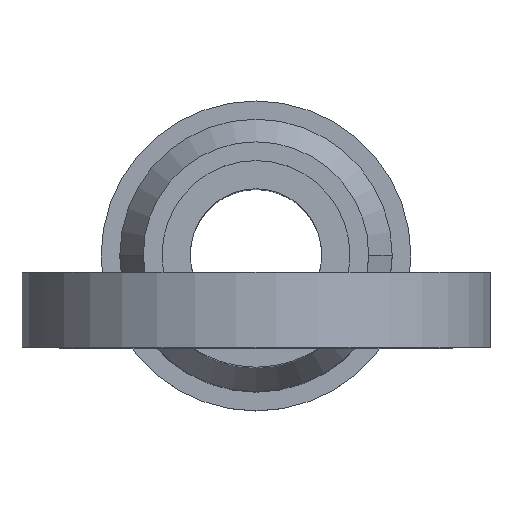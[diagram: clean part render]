
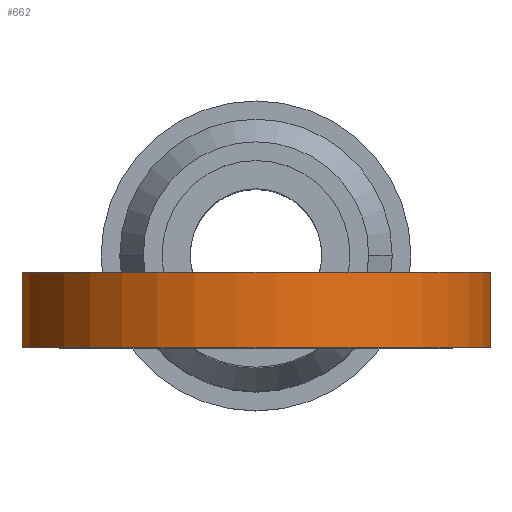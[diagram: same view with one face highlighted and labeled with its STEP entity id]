
A CAD part, top view. The second image highlights one B-rep face of the part: STEP entity #662.
In plain terms, the highlighted cylindrical face has radius 3.175 mm (diameter 6.35 mm), a partial arc.
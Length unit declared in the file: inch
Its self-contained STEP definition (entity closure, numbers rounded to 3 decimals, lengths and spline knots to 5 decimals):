
#21 = DIRECTION ( 'NONE',  ( 0., 0., 1. ) ) ;
#132 = CARTESIAN_POINT ( 'NONE',  ( 0.1135, 0.04, 0.16763 ) ) ;
#138 = LINE ( 'NONE', #1561, #767 ) ;
#171 = ORIENTED_EDGE ( 'NONE', *, *, #1091, .F. ) ;
#192 = ORIENTED_EDGE ( 'NONE', *, *, #824, .T. ) ;
#234 = CYLINDRICAL_SURFACE ( 'NONE', #1389, 0.125 ) ;
#385 = DIRECTION ( 'NONE',  ( 0., -1., 0. ) ) ;
#472 = CARTESIAN_POINT ( 'NONE',  ( 0., 0., 0.22 ) ) ;
#545 = CARTESIAN_POINT ( 'NONE',  ( -0.1135, 0., 0.16763 ) ) ;
#579 = DIRECTION ( 'NONE',  ( 0., 1., 0. ) ) ;
#616 = DIRECTION ( 'NONE',  ( 0., 1., 0. ) ) ;
#662 = ADVANCED_FACE ( 'NONE', ( #895 ), #234, .T. ) ;
#693 = VERTEX_POINT ( 'NONE', #545 ) ;
#719 = CARTESIAN_POINT ( 'NONE',  ( 0., 0.04, 0.22 ) ) ;
#743 = CARTESIAN_POINT ( 'NONE',  ( 0.1135, 0.04, 0.16763 ) ) ;
#767 = VECTOR ( 'NONE', #950, 39.37008 ) ;
#824 = EDGE_CURVE ( 'NONE', #693, #863, #1210, .T. ) ;
#851 = CIRCLE ( 'NONE', #1503, 0.125 ) ;
#863 = VERTEX_POINT ( 'NONE', #1302 ) ;
#895 = FACE_OUTER_BOUND ( 'NONE', #983, .T. ) ;
#905 = LINE ( 'NONE', #132, #1225 ) ;
#950 = DIRECTION ( 'NONE',  ( 0., -1., 0. ) ) ;
#979 = DIRECTION ( 'NONE',  ( 0., -1., 0. ) ) ;
#983 = EDGE_LOOP ( 'NONE', ( #192, #1521, #171, #1028 ) ) ;
#1009 = EDGE_CURVE ( 'NONE', #1482, #863, #905, .T. ) ;
#1028 = ORIENTED_EDGE ( 'NONE', *, *, #1274, .T. ) ;
#1091 = EDGE_CURVE ( 'NONE', #1476, #1482, #851, .T. ) ;
#1123 = CARTESIAN_POINT ( 'NONE',  ( 0., 0.04, 0.22 ) ) ;
#1210 = CIRCLE ( 'NONE', #1418, 0.125 ) ;
#1225 = VECTOR ( 'NONE', #979, 39.37008 ) ;
#1261 = CARTESIAN_POINT ( 'NONE',  ( -0.1135, 0.04, 0.16763 ) ) ;
#1274 = EDGE_CURVE ( 'NONE', #1476, #693, #138, .T. ) ;
#1281 = DIRECTION ( 'NONE',  ( 0., 0., -1. ) ) ;
#1302 = CARTESIAN_POINT ( 'NONE',  ( 0.1135, 0., 0.16763 ) ) ;
#1332 = DIRECTION ( 'NONE',  ( 0., 0., 1. ) ) ;
#1389 = AXIS2_PLACEMENT_3D ( 'NONE', #1123, #385, #1281 ) ;
#1418 = AXIS2_PLACEMENT_3D ( 'NONE', #472, #579, #1332 ) ;
#1476 = VERTEX_POINT ( 'NONE', #1261 ) ;
#1482 = VERTEX_POINT ( 'NONE', #743 ) ;
#1503 = AXIS2_PLACEMENT_3D ( 'NONE', #719, #616, #21 ) ;
#1521 = ORIENTED_EDGE ( 'NONE', *, *, #1009, .F. ) ;
#1561 = CARTESIAN_POINT ( 'NONE',  ( -0.1135, 0.04, 0.16763 ) ) ;
